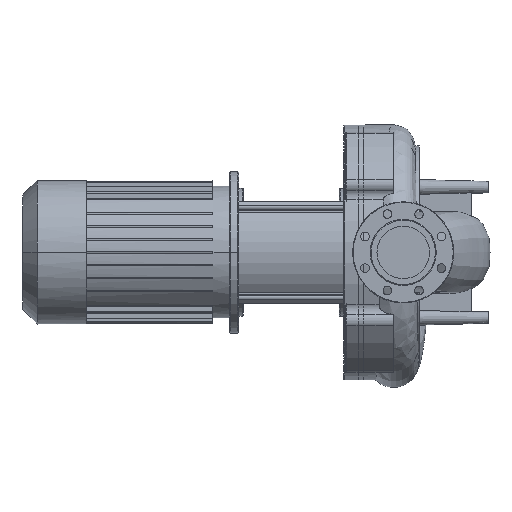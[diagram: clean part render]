
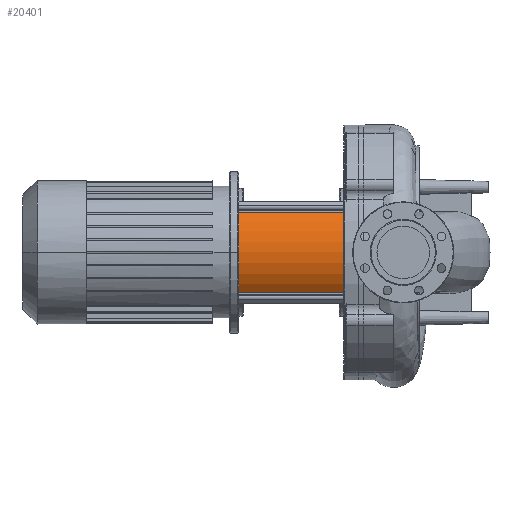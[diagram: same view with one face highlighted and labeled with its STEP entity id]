
A CAD part, left-side view. The second image highlights one B-rep face of the part: STEP entity #20401.
In plain terms, the highlighted cylindrical face has radius 139 mm (diameter 278 mm), a partial arc.
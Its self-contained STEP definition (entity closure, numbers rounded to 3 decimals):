
#18307=CARTESIAN_POINT('',(297.158,358.0,-87.699));
#18308=VERTEX_POINT('',#18307);
#18316=CARTESIAN_POINT('',(297.158,358.0,87.699));
#18317=VERTEX_POINT('',#18316);
#18318=CARTESIAN_POINT('',(405.0,358.0,0.0));
#18319=DIRECTION('',(0.0,-1.0,0.0));
#18320=DIRECTION('',(-1.0,0.0,0.0));
#18321=AXIS2_PLACEMENT_3D('',#18318,#18319,#18320);
#18322=CIRCLE('',#18321,139.);
#18323=EDGE_CURVE('',#18317,#18308,#18322,.T.);
#19526=CARTESIAN_POINT('',(297.158,129.15,87.699));
#19527=VERTEX_POINT('',#19526);
#19542=CARTESIAN_POINT('',(297.158,358.0,87.699));
#19543=DIRECTION('',(0.0,-1.0,0.0));
#19544=VECTOR('',#19543,228.85);
#19545=LINE('',#19542,#19544);
#19546=EDGE_CURVE('',#18317,#19527,#19545,.T.);
#19580=CARTESIAN_POINT('',(297.158,129.15,-87.699));
#19581=VERTEX_POINT('',#19580);
#19591=CARTESIAN_POINT('',(297.158,129.15,-87.699));
#19592=DIRECTION('',(0.0,1.0,0.0));
#19593=VECTOR('',#19592,228.85);
#19594=LINE('',#19591,#19593);
#19595=EDGE_CURVE('',#19581,#18308,#19594,.T.);
#19831=CARTESIAN_POINT('',(405.0,129.15,0.0));
#19832=DIRECTION('',(0.0,-1.0,0.0));
#19833=DIRECTION('',(-1.0,0.0,0.0));
#19834=AXIS2_PLACEMENT_3D('',#19831,#19832,#19833);
#19835=CIRCLE('',#19834,139.);
#19836=EDGE_CURVE('',#19527,#19581,#19835,.T.);
#20390=CARTESIAN_POINT('',(405.0,129.15,0.0));
#20391=DIRECTION('',(0.0,1.0,0.0));
#20392=DIRECTION('',(-1.0,0.0,0.0));
#20393=AXIS2_PLACEMENT_3D('',#20390,#20391,#20392);
#20394=CYLINDRICAL_SURFACE('',#20393,139.);
#20395=ORIENTED_EDGE('',*,*,#19546,.F.);
#20396=ORIENTED_EDGE('',*,*,#18323,.T.);
#20397=ORIENTED_EDGE('',*,*,#19595,.F.);
#20398=ORIENTED_EDGE('',*,*,#19836,.F.);
#20399=EDGE_LOOP('',(#20395,#20396,#20397,#20398));
#20400=FACE_OUTER_BOUND('',#20399,.T.);
#20401=ADVANCED_FACE('',(#20400),#20394,.T.);
